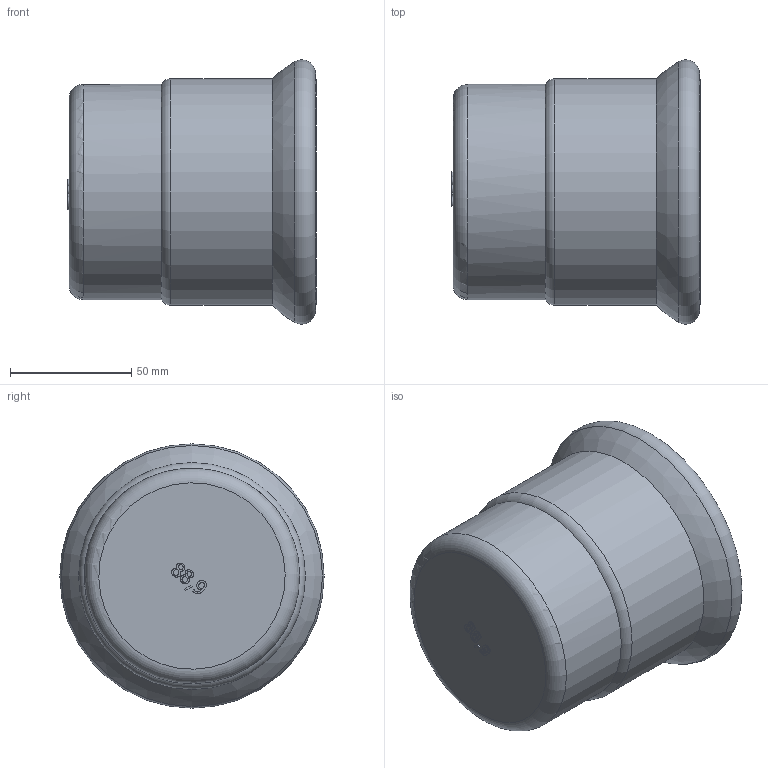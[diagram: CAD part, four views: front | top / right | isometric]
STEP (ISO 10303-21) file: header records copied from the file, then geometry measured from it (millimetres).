
FILE_DESCRIPTION(/* description */ ('TAPPO DI CHIUSURA De88,9'),/* implementation_level */ '2;1');
FILE_NAME(/* name */ '183088003_Inoxpres.stp',/* time_stamp */ '2022-10-11T12:13:44+02:00',/* author */ ('Vault'),/* organization */ ('Raccorderie metalliche s.p.a. '),/* preprocessor_version */ 'ST-DEVELOPER v18.1',/* originating_system */ 'Autodesk Inventor 2020',/* authorisation */ 'Raccorderie metalliche s.p.a. ');
FILE_SCHEMA (('AUTOMOTIVE_DESIGN { 1 0 10303 214 3 1 1 }'));
Length unit declared in the file: millimetre
Products named in the file (1): 183088003_Inoxpres
Bounding box: 102.5 x 109.1 x 109.1 mm (x, y, z)
Volume: 103242.2 mm3; surface area: 71505.7 mm2
Topology: 1 solids, 1 shells, 95 faces, 261 edges, 177 vertices
Faces by surface type: bspline 58, plane 21, cylinder 7, torus 7, cone 2
Full cylindrical faces by diameter (mm): 82.9 x1, 84.9 x1, 88.9 x1, 89.6 x1, 91.5 x2, 93.6 x1
Entity records: 3423 total; most frequent: CARTESIAN_POINT 1301, ORIENTED_EDGE 522, DIRECTION 274, EDGE_CURVE 261, VERTEX_POINT 177, B_SPLINE_CURVE_WITH_KNOTS 114, EDGE_LOOP 104, LINE 96
